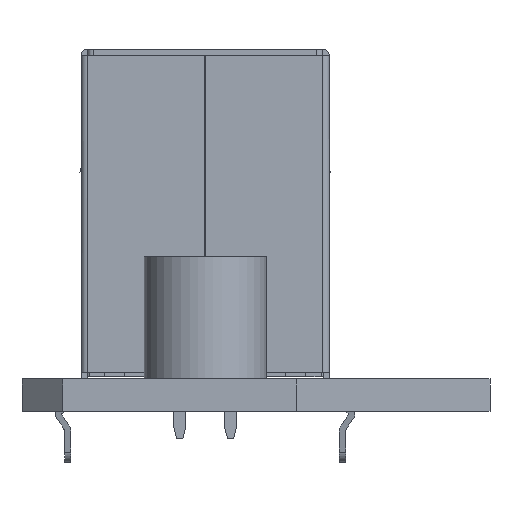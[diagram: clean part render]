
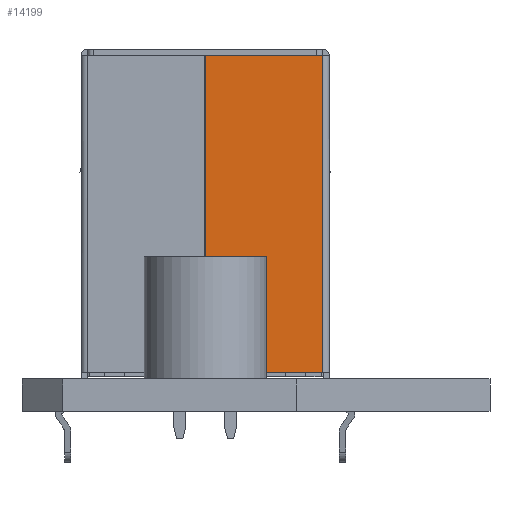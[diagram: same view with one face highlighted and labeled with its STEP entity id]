
A CAD part, front view. The second image highlights one B-rep face of the part: STEP entity #14199.
In plain terms, the highlighted free-form (B-spline) face has degree [1, 1] with [2, 2] control points.
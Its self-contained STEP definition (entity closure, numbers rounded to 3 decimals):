
#14133 = VERTEX_POINT('',#14134);
#14134 = CARTESIAN_POINT('',(5.2,-5.03,
    14.272));
#14140 = EDGE_CURVE('',#14141,#14133,#14143,.T.);
#14141 = VERTEX_POINT('',#14142);
#14142 = CARTESIAN_POINT('',(5.2,-5.03,
    0.269));
#14143 = B_SPLINE_CURVE_WITH_KNOTS('',1,(#14144,#14145),.UNSPECIFIED.,
  .F.,.F.,(2,2),(0.,15.59),.PIECEWISE_BEZIER_KNOTS.);
#14144 = CARTESIAN_POINT('',(5.2,-5.03,
    0.269));
#14145 = CARTESIAN_POINT('',(5.2,-5.03,
    14.272));
#14199 = ADVANCED_FACE('',(#14200),#14222,.T.);
#14200 = FACE_BOUND('',#14201,.T.);
#14201 = EDGE_LOOP('',(#14202,#14209,#14210,#14217));
#14202 = ORIENTED_EDGE('',*,*,#14203,.T.);
#14203 = EDGE_CURVE('',#14204,#14141,#14206,.T.);
#14204 = VERTEX_POINT('',#14205);
#14205 = CARTESIAN_POINT('',(0.009,-5.03,
    0.269));
#14206 = B_SPLINE_CURVE_WITH_KNOTS('',1,(#14207,#14208),.UNSPECIFIED.,
  .F.,.F.,(2,2),(0.,5.78),.PIECEWISE_BEZIER_KNOTS.);
#14207 = CARTESIAN_POINT('',(0.009,-5.03,
    0.269));
#14208 = CARTESIAN_POINT('',(5.2,-5.03,
    0.269));
#14209 = ORIENTED_EDGE('',*,*,#14140,.T.);
#14210 = ORIENTED_EDGE('',*,*,#14211,.T.);
#14211 = EDGE_CURVE('',#14133,#14212,#14214,.T.);
#14212 = VERTEX_POINT('',#14213);
#14213 = CARTESIAN_POINT('',(0.009,-5.03,
    14.272));
#14214 = B_SPLINE_CURVE_WITH_KNOTS('',1,(#14215,#14216),.UNSPECIFIED.,
  .F.,.F.,(2,2),(0.086,5.866),
  .PIECEWISE_BEZIER_KNOTS.);
#14215 = CARTESIAN_POINT('',(5.2,-5.03,
    14.272));
#14216 = CARTESIAN_POINT('',(0.009,-5.03,
    14.272));
#14217 = ORIENTED_EDGE('',*,*,#14218,.T.);
#14218 = EDGE_CURVE('',#14212,#14204,#14219,.T.);
#14219 = B_SPLINE_CURVE_WITH_KNOTS('',1,(#14220,#14221),.UNSPECIFIED.,
  .F.,.F.,(2,2),(0.,15.59),.PIECEWISE_BEZIER_KNOTS.);
#14220 = CARTESIAN_POINT('',(0.009,-5.03,
    14.272));
#14221 = CARTESIAN_POINT('',(0.009,-5.03,
    0.269));
#14222 = B_SPLINE_SURFACE_WITH_KNOTS('',1,1,(
    (#14223,#14224)
    ,(#14225,#14226
    )),.UNSPECIFIED.,.F.,.F.,.F.,(2,2),(2,2),(-5.79,-0.01)
  ,(0.31,15.9),.PIECEWISE_BEZIER_KNOTS.);
#14223 = CARTESIAN_POINT('',(5.2,-5.03,
    14.272));
#14224 = CARTESIAN_POINT('',(5.2,-5.03,
    0.269));
#14225 = CARTESIAN_POINT('',(0.009,-5.03,
    14.272));
#14226 = CARTESIAN_POINT('',(0.009,-5.03,
    0.269));
